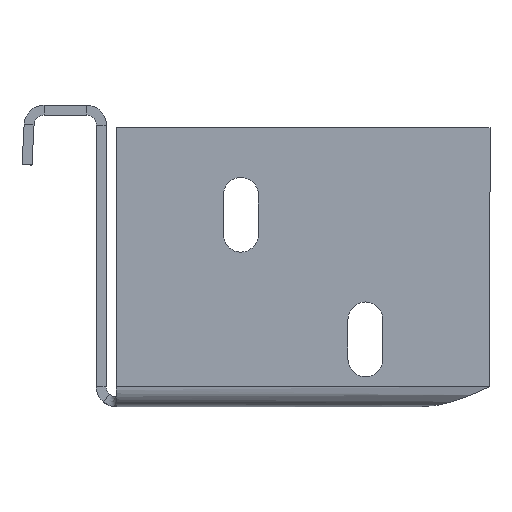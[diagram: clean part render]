
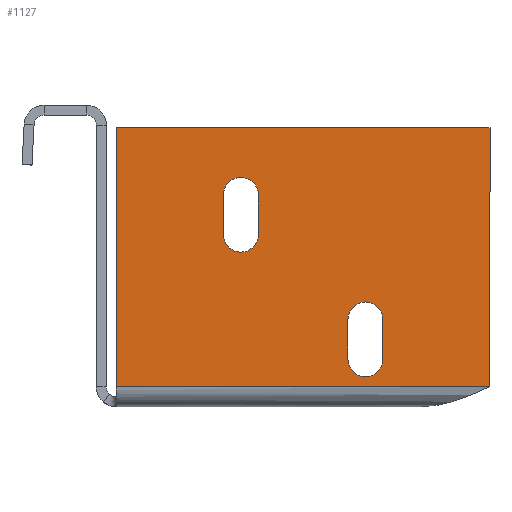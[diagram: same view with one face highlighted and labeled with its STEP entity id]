
A CAD part, top view. The second image highlights one B-rep face of the part: STEP entity #1127.
In plain terms, the highlighted planar face has unit normal (0, 0, 1).
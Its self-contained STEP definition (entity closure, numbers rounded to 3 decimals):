
#23 = LINE ( 'NONE', #1046, #366 ) ;
#27 = ORIENTED_EDGE ( 'NONE', *, *, #983, .T. ) ;
#48 = CARTESIAN_POINT ( 'NONE',  ( -16., 6.5, 0. ) ) ;
#54 = LINE ( 'NONE', #85, #1486 ) ;
#83 = EDGE_LOOP ( 'NONE', ( #677, #304, #1390, #725 ) ) ;
#85 = CARTESIAN_POINT ( 'NONE',  ( -37.5, 28., 0. ) ) ;
#89 = ORIENTED_EDGE ( 'NONE', *, *, #357, .T. ) ;
#103 = VERTEX_POINT ( 'NONE', #1454 ) ;
#111 = VERTEX_POINT ( 'NONE', #1353 ) ;
#169 = VERTEX_POINT ( 'NONE', #1477 ) ;
#200 = VECTOR ( 'NONE', #1025, 1000. ) ;
#204 = LINE ( 'NONE', #1002, #200 ) ;
#229 = EDGE_CURVE ( 'NONE', #1000, #169, #373, .T. ) ;
#260 = CARTESIAN_POINT ( 'NONE',  ( 37.5, 28., 0. ) ) ;
#268 = CARTESIAN_POINT ( 'NONE',  ( -37.5, -24., 0. ) ) ;
#286 = CARTESIAN_POINT ( 'NONE',  ( 37.5, -24., 0. ) ) ;
#288 = DIRECTION ( 'NONE',  ( 1., 0., 0. ) ) ;
#289 = DIRECTION ( 'NONE',  ( 0., 0., 1. ) ) ;
#291 = CARTESIAN_POINT ( 'NONE',  ( 12.5, -10.5, 0. ) ) ;
#304 = ORIENTED_EDGE ( 'NONE', *, *, #426, .F. ) ;
#312 = AXIS2_PLACEMENT_3D ( 'NONE', #1136, #909, #710 ) ;
#320 = CARTESIAN_POINT ( 'NONE',  ( 9., -10.5, 0. ) ) ;
#324 = VECTOR ( 'NONE', #351, 1000. ) ;
#351 = DIRECTION ( 'NONE',  ( -1., 0., 0. ) ) ;
#353 = ORIENTED_EDGE ( 'NONE', *, *, #1079, .T. ) ;
#357 = EDGE_CURVE ( 'NONE', #1312, #807, #1420, .T. ) ;
#358 = CARTESIAN_POINT ( 'NONE',  ( 37.5, 28., 0. ) ) ;
#366 = VECTOR ( 'NONE', #1042, 1000. ) ;
#368 = VECTOR ( 'NONE', #659, 1000. ) ;
#372 = DIRECTION ( 'NONE',  ( 0., -1., 0. ) ) ;
#373 = CIRCLE ( 'NONE', #312, 3.5 ) ;
#379 = CARTESIAN_POINT ( 'NONE',  ( -16., 14.5, 0. ) ) ;
#399 = EDGE_CURVE ( 'NONE', #111, #425, #1478, .T. ) ;
#416 = CARTESIAN_POINT ( 'NONE',  ( -37.5, 28., 0. ) ) ;
#418 = EDGE_CURVE ( 'NONE', #854, #569, #527, .T. ) ;
#422 = VERTEX_POINT ( 'NONE', #1052 ) ;
#425 = VERTEX_POINT ( 'NONE', #1038 ) ;
#426 = EDGE_CURVE ( 'NONE', #514, #103, #23, .T. ) ;
#496 = CIRCLE ( 'NONE', #867, 3.5 ) ;
#513 = ORIENTED_EDGE ( 'NONE', *, *, #721, .T. ) ;
#514 = VERTEX_POINT ( 'NONE', #715 ) ;
#524 = LINE ( 'NONE', #416, #324 ) ;
#527 = LINE ( 'NONE', #1074, #574 ) ;
#566 = DIRECTION ( 'NONE',  ( 0., 1., 0. ) ) ;
#569 = VERTEX_POINT ( 'NONE', #665 ) ;
#570 = CARTESIAN_POINT ( 'NONE',  ( -9., 14.5, 0. ) ) ;
#574 = VECTOR ( 'NONE', #1097, 1000. ) ;
#619 = DIRECTION ( 'NONE',  ( 1., 0., 0. ) ) ;
#621 = AXIS2_PLACEMENT_3D ( 'NONE', #291, #289, #288 ) ;
#627 = PLANE ( 'NONE',  #668 ) ;
#633 = CARTESIAN_POINT ( 'NONE',  ( 0., 0., 0. ) ) ;
#643 = DIRECTION ( 'NONE',  ( 0., 0., 1. ) ) ;
#656 = AXIS2_PLACEMENT_3D ( 'NONE', #1262, #1229, #1250 ) ;
#659 = DIRECTION ( 'NONE',  ( 0., 1., 0. ) ) ;
#660 = ORIENTED_EDGE ( 'NONE', *, *, #1133, .F. ) ;
#665 = CARTESIAN_POINT ( 'NONE',  ( 9., -18.5, 0. ) ) ;
#668 = AXIS2_PLACEMENT_3D ( 'NONE', #633, #643, #619 ) ;
#677 = ORIENTED_EDGE ( 'NONE', *, *, #1230, .F. ) ;
#710 = DIRECTION ( 'NONE',  ( 1., 0., 0. ) ) ;
#715 = CARTESIAN_POINT ( 'NONE',  ( 16., -18.5, 0. ) ) ;
#721 = EDGE_CURVE ( 'NONE', #807, #422, #524, .T. ) ;
#725 = ORIENTED_EDGE ( 'NONE', *, *, #418, .F. ) ;
#807 = VERTEX_POINT ( 'NONE', #358 ) ;
#854 = VERTEX_POINT ( 'NONE', #320 ) ;
#864 = FACE_BOUND ( 'NONE', #83, .T. ) ;
#867 = AXIS2_PLACEMENT_3D ( 'NONE', #1364, #1362, #1361 ) ;
#880 = CIRCLE ( 'NONE', #621, 3.5 ) ;
#884 = VECTOR ( 'NONE', #566, 1000. ) ;
#906 = VECTOR ( 'NONE', #372, 1000. ) ;
#909 = DIRECTION ( 'NONE',  ( 0., 0., 1. ) ) ;
#913 = LINE ( 'NONE', #570, #884 ) ;
#925 = LINE ( 'NONE', #379, #906 ) ;
#963 = EDGE_LOOP ( 'NONE', ( #1137, #660, #1332, #1348 ) ) ;
#975 = FACE_OUTER_BOUND ( 'NONE', #1255, .T. ) ;
#983 = EDGE_CURVE ( 'NONE', #422, #1345, #54, .T. ) ;
#984 = FACE_BOUND ( 'NONE', #963, .T. ) ;
#1000 = VERTEX_POINT ( 'NONE', #48 ) ;
#1002 = CARTESIAN_POINT ( 'NONE',  ( -37.5, -24., 0. ) ) ;
#1025 = DIRECTION ( 'NONE',  ( 1., 0., 0. ) ) ;
#1033 = EDGE_CURVE ( 'NONE', #569, #514, #496, .T. ) ;
#1038 = CARTESIAN_POINT ( 'NONE',  ( -16., 14.5, 0. ) ) ;
#1042 = DIRECTION ( 'NONE',  ( 0., 1., 0. ) ) ;
#1046 = CARTESIAN_POINT ( 'NONE',  ( 16., -10.5, 0. ) ) ;
#1052 = CARTESIAN_POINT ( 'NONE',  ( -37.5, 28., 0. ) ) ;
#1074 = CARTESIAN_POINT ( 'NONE',  ( 9., -10.5, 0. ) ) ;
#1079 = EDGE_CURVE ( 'NONE', #1345, #1312, #204, .T. ) ;
#1097 = DIRECTION ( 'NONE',  ( 0., -1., 0. ) ) ;
#1127 = ADVANCED_FACE ( 'NONE', ( #864, #984, #975 ), #627, .T. ) ;
#1133 = EDGE_CURVE ( 'NONE', #169, #111, #913, .T. ) ;
#1136 = CARTESIAN_POINT ( 'NONE',  ( -12.5, 6.5, 0. ) ) ;
#1137 = ORIENTED_EDGE ( 'NONE', *, *, #399, .F. ) ;
#1167 = DIRECTION ( 'NONE',  ( 0., -1., 0. ) ) ;
#1188 = EDGE_CURVE ( 'NONE', #425, #1000, #925, .T. ) ;
#1229 = DIRECTION ( 'NONE',  ( 0., 0., 1. ) ) ;
#1230 = EDGE_CURVE ( 'NONE', #103, #854, #880, .T. ) ;
#1250 = DIRECTION ( 'NONE',  ( 1., 0., 0. ) ) ;
#1255 = EDGE_LOOP ( 'NONE', ( #27, #353, #89, #513 ) ) ;
#1262 = CARTESIAN_POINT ( 'NONE',  ( -12.5, 14.5, 0. ) ) ;
#1312 = VERTEX_POINT ( 'NONE', #286 ) ;
#1332 = ORIENTED_EDGE ( 'NONE', *, *, #229, .F. ) ;
#1345 = VERTEX_POINT ( 'NONE', #268 ) ;
#1348 = ORIENTED_EDGE ( 'NONE', *, *, #1188, .F. ) ;
#1353 = CARTESIAN_POINT ( 'NONE',  ( -9., 14.5, 0. ) ) ;
#1361 = DIRECTION ( 'NONE',  ( 1., 0., 0. ) ) ;
#1362 = DIRECTION ( 'NONE',  ( 0., 0., 1. ) ) ;
#1364 = CARTESIAN_POINT ( 'NONE',  ( 12.5, -18.5, 0. ) ) ;
#1390 = ORIENTED_EDGE ( 'NONE', *, *, #1033, .F. ) ;
#1420 = LINE ( 'NONE', #260, #368 ) ;
#1454 = CARTESIAN_POINT ( 'NONE',  ( 16., -10.5, 0. ) ) ;
#1477 = CARTESIAN_POINT ( 'NONE',  ( -9., 6.5, 0. ) ) ;
#1478 = CIRCLE ( 'NONE', #656, 3.5 ) ;
#1486 = VECTOR ( 'NONE', #1167, 1000. ) ;
